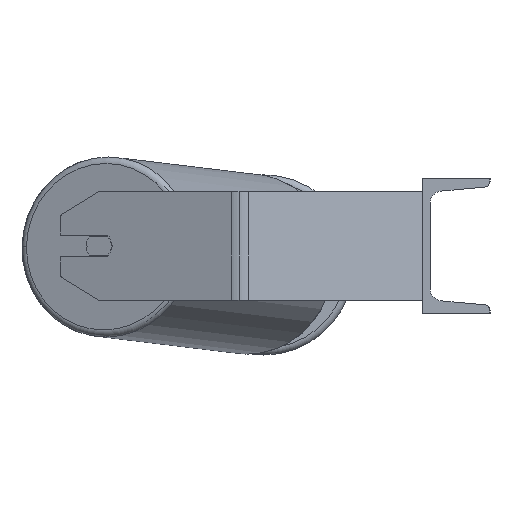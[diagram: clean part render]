
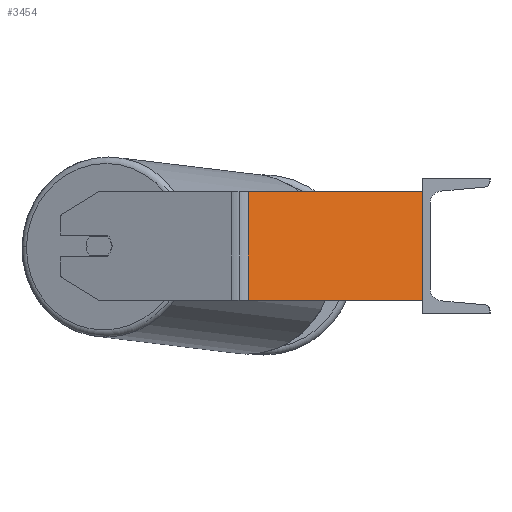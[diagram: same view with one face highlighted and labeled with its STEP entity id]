
A CAD part, left-side view. The second image highlights one B-rep face of the part: STEP entity #3454.
In plain terms, the highlighted planar face has unit normal (-0.906, -0.423, 0).
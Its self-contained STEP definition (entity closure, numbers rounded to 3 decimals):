
#143 = ORIENTED_EDGE ( 'NONE', *, *, #971, .T. ) ;
#543 = DIRECTION ( 'NONE',  ( 0., 0., -1. ) ) ;
#552 = DIRECTION ( 'NONE',  ( 0.423, -0.906, 0. ) ) ;
#558 = VECTOR ( 'NONE', #6103, 1000. ) ;
#641 = LINE ( 'NONE', #6235, #4392 ) ;
#971 = EDGE_CURVE ( 'NONE', #5984, #6519, #4068, .T. ) ;
#1126 = ORIENTED_EDGE ( 'NONE', *, *, #8918, .F. ) ;
#1150 = PLANE ( 'NONE',  #7474 ) ;
#1917 = CARTESIAN_POINT ( 'NONE',  ( -544.88, 128.413, -40. ) ) ;
#2052 = LINE ( 'NONE', #4853, #5177 ) ;
#2716 = CARTESIAN_POINT ( 'NONE',  ( -547.681, 134.42, 40. ) ) ;
#3036 = EDGE_CURVE ( 'NONE', #6728, #8525, #4024, .T. ) ;
#3055 = VECTOR ( 'NONE', #552, 1000. ) ;
#3454 = ADVANCED_FACE ( 'NONE', ( #7537 ), #1150, .F. ) ;
#3733 = EDGE_CURVE ( 'NONE', #6728, #5984, #641, .T. ) ;
#4024 = LINE ( 'NONE', #2716, #558 ) ;
#4068 = LINE ( 'NONE', #6846, #3055 ) ;
#4362 = CARTESIAN_POINT ( 'NONE',  ( -485., 0., -40. ) ) ;
#4392 = VECTOR ( 'NONE', #543, 1000. ) ;
#4555 = EDGE_LOOP ( 'NONE', ( #143, #1126, #9142, #7656 ) ) ;
#4853 = CARTESIAN_POINT ( 'NONE',  ( -485., 0., 40. ) ) ;
#5177 = VECTOR ( 'NONE', #8642, 1000. ) ;
#5422 = DIRECTION ( 'NONE',  ( -0.423, 0.906, 0. ) ) ;
#5984 = VERTEX_POINT ( 'NONE', #1917 ) ;
#6103 = DIRECTION ( 'NONE',  ( 0.423, -0.906, 0. ) ) ;
#6235 = CARTESIAN_POINT ( 'NONE',  ( -544.88, 128.413, 40. ) ) ;
#6519 = VERTEX_POINT ( 'NONE', #4362 ) ;
#6709 = CARTESIAN_POINT ( 'NONE',  ( -485., 0., 40. ) ) ;
#6728 = VERTEX_POINT ( 'NONE', #9074 ) ;
#6835 = DIRECTION ( 'NONE',  ( 0.906, 0.423, 0. ) ) ;
#6846 = CARTESIAN_POINT ( 'NONE',  ( -547.681, 134.42, -40. ) ) ;
#7474 = AXIS2_PLACEMENT_3D ( 'NONE', #8902, #6835, #5422 ) ;
#7537 = FACE_OUTER_BOUND ( 'NONE', #4555, .T. ) ;
#7656 = ORIENTED_EDGE ( 'NONE', *, *, #3733, .T. ) ;
#8525 = VERTEX_POINT ( 'NONE', #6709 ) ;
#8642 = DIRECTION ( 'NONE',  ( 0., 0., -1. ) ) ;
#8902 = CARTESIAN_POINT ( 'NONE',  ( -547.681, 134.42, 40. ) ) ;
#8918 = EDGE_CURVE ( 'NONE', #8525, #6519, #2052, .T. ) ;
#9074 = CARTESIAN_POINT ( 'NONE',  ( -544.88, 128.413, 40. ) ) ;
#9142 = ORIENTED_EDGE ( 'NONE', *, *, #3036, .F. ) ;
